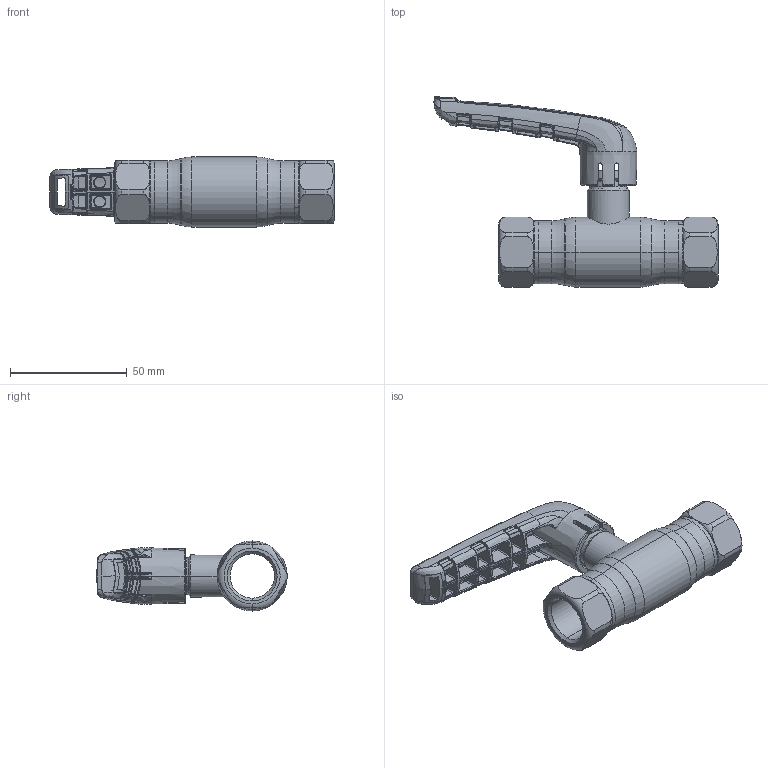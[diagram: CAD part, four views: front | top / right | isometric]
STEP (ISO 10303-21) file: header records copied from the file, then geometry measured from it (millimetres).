
FILE_DESCRIPTION (( 'STEP AP214' ), '1' );
FILE_NAME ('1015002030-2101.step', '2023-09-18T09:18:25', ( '' ), ( '' ), 'SwSTEP 2.0', 'SolidWorks 2021', '' );
FILE_SCHEMA (( 'AUTOMOTIVE_DESIGN' ));
Length unit declared in the file: millimetre
Products named in the file (1): 1015002030-2101
Bounding box: 121.78 x 81.58 x 30 mm (x, y, z)
Surface area: 22484.3 mm2 (no closed solid volume)
Topology: 0 solids, 7 shells, 855 faces, 2448 edges, 1507 vertices
Faces by surface type: bspline 672, plane 67, cylinder 50, torus 45, cone 21
Entity records: 70004 total; most frequent: CARTESIAN_POINT 44320, ORIENTED_EDGE 4301, EDGE_CURVE 2422, DIRECTION 1697, B_SPLINE_CURVE_WITH_KNOTS 1662, VERTEX_POINT 1507, EDGE_LOOP 879, UNCERTAINTY_MEASURE_WITH_UNIT 857
